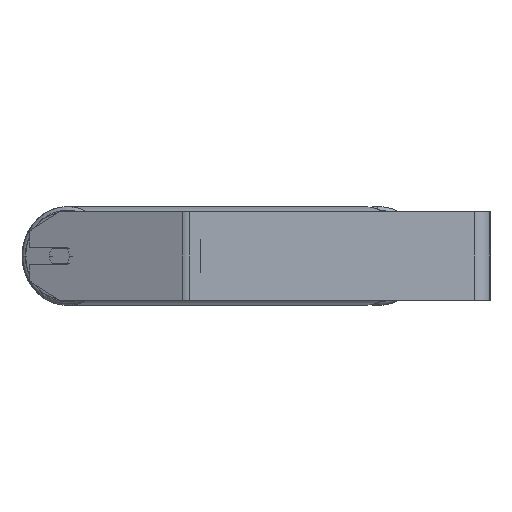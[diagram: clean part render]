
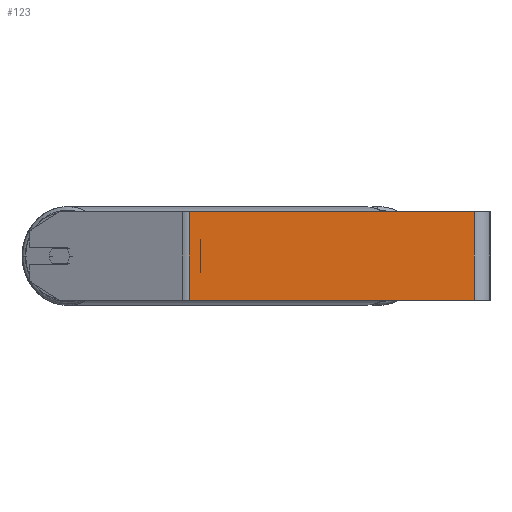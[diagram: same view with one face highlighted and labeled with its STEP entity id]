
A CAD part, left-side view. The second image highlights one B-rep face of the part: STEP entity #123.
In plain terms, the highlighted planar face has unit normal (-1, 0, 0).
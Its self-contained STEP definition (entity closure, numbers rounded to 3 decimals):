
#53 = DIRECTION ( 'NONE',  ( 0., 0., -1. ) ) ;
#123 = ADVANCED_FACE ( 'NONE', ( #8532 ), #7155, .F. ) ;
#530 = VECTOR ( 'NONE', #4503, 1000. ) ;
#668 = CARTESIAN_POINT ( 'NONE',  ( -1000., 270.566, 40. ) ) ;
#1007 = DIRECTION ( 'NONE',  ( 0., -1., 0. ) ) ;
#1131 = CARTESIAN_POINT ( 'NONE',  ( -1000., 14., -40. ) ) ;
#1452 = LINE ( 'NONE', #4160, #7895 ) ;
#1483 = CARTESIAN_POINT ( 'NONE',  ( -1000., 270.566, -40. ) ) ;
#1720 = CARTESIAN_POINT ( 'NONE',  ( -1000., 270.566, 40. ) ) ;
#2642 = DIRECTION ( 'NONE',  ( 0., 0., -1. ) ) ;
#3158 = VERTEX_POINT ( 'NONE', #1720 ) ;
#3209 = ORIENTED_EDGE ( 'NONE', *, *, #4355, .T. ) ;
#3728 = CARTESIAN_POINT ( 'NONE',  ( -1000., 273.67, -40. ) ) ;
#3754 = CARTESIAN_POINT ( 'NONE',  ( -1000., 273.67, 40. ) ) ;
#3793 = EDGE_CURVE ( 'NONE', #3158, #7540, #8004, .T. ) ;
#4139 = EDGE_LOOP ( 'NONE', ( #3209, #6784, #7702, #6666 ) ) ;
#4160 = CARTESIAN_POINT ( 'NONE',  ( -1000., 14., 40. ) ) ;
#4355 = EDGE_CURVE ( 'NONE', #7304, #4883, #5753, .T. ) ;
#4503 = DIRECTION ( 'NONE',  ( 0., -1., 0. ) ) ;
#4883 = VERTEX_POINT ( 'NONE', #1131 ) ;
#5142 = CARTESIAN_POINT ( 'NONE',  ( -1000., 273.67, 40. ) ) ;
#5603 = EDGE_CURVE ( 'NONE', #7540, #4883, #1452, .T. ) ;
#5753 = LINE ( 'NONE', #3728, #6481 ) ;
#5800 = DIRECTION ( 'NONE',  ( 1., 0., 0. ) ) ;
#5972 = VECTOR ( 'NONE', #53, 1000. ) ;
#6481 = VECTOR ( 'NONE', #1007, 1000. ) ;
#6557 = DIRECTION ( 'NONE',  ( 0., 0., -1. ) ) ;
#6640 = AXIS2_PLACEMENT_3D ( 'NONE', #5142, #5800, #6557 ) ;
#6666 = ORIENTED_EDGE ( 'NONE', *, *, #7478, .T. ) ;
#6784 = ORIENTED_EDGE ( 'NONE', *, *, #5603, .F. ) ;
#7155 = PLANE ( 'NONE',  #6640 ) ;
#7304 = VERTEX_POINT ( 'NONE', #1483 ) ;
#7478 = EDGE_CURVE ( 'NONE', #3158, #7304, #8135, .T. ) ;
#7540 = VERTEX_POINT ( 'NONE', #7970 ) ;
#7702 = ORIENTED_EDGE ( 'NONE', *, *, #3793, .F. ) ;
#7895 = VECTOR ( 'NONE', #2642, 1000. ) ;
#7970 = CARTESIAN_POINT ( 'NONE',  ( -1000., 14., 40. ) ) ;
#8004 = LINE ( 'NONE', #3754, #530 ) ;
#8135 = LINE ( 'NONE', #668, #5972 ) ;
#8532 = FACE_OUTER_BOUND ( 'NONE', #4139, .T. ) ;
